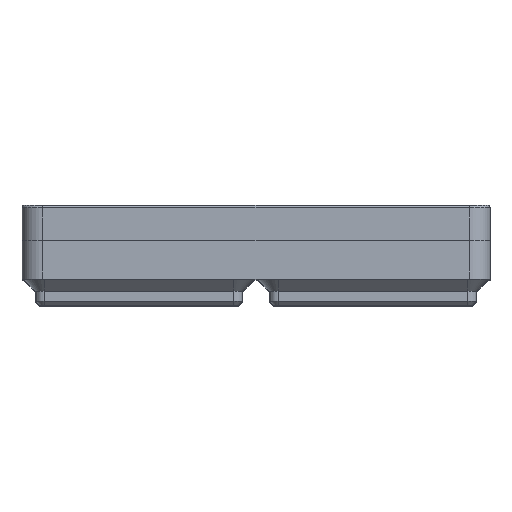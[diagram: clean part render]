
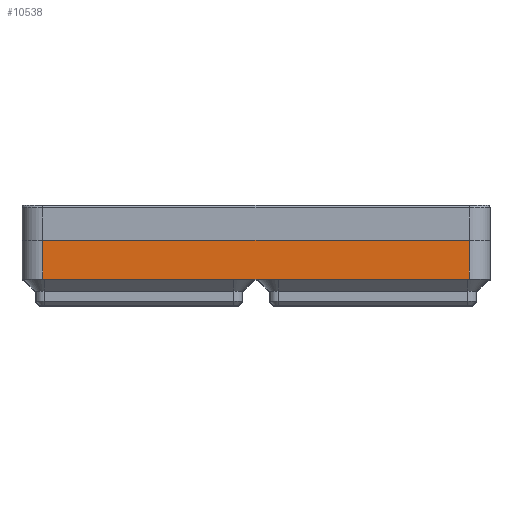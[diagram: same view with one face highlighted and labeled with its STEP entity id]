
A CAD part, top view. The second image highlights one B-rep face of the part: STEP entity #10538.
In plain terms, the highlighted planar face has unit normal (0, 0, 1).
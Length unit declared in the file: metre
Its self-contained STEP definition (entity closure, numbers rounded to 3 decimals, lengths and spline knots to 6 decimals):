
#132 = CARTESIAN_POINT('NONE', (0.08025, 0.00475, -0));
#133 = VERTEX_POINT('NONE', #132);
#134 = CARTESIAN_POINT('NONE', (0.08025, 0.01175, -0));
#135 = VERTEX_POINT('NONE', #134);
#140 = CARTESIAN_POINT('NONE', (0.00375, 0.00475, -0));
#141 = VERTEX_POINT('NONE', #140);
#142 = CARTESIAN_POINT('NONE', (0.00375, 0.01175, -0));
#143 = VERTEX_POINT('NONE', #142);
#1980 = DIRECTION('NONE', (0, 1, 0));
#1981 = VECTOR('NONE', #1980, 1);
#1982 = CARTESIAN_POINT('NONE', (0.08025, 0.00475, -0));
#1983 = LINE('NONE', #1982, #1981);
#1998 = DIRECTION('NONE', (0, 1, 0));
#1999 = VECTOR('NONE', #1998, 1);
#2000 = CARTESIAN_POINT('NONE', (0.00375, 0.00475, -0));
#2001 = LINE('NONE', #2000, #1999);
#2016 = DIRECTION('NONE', (1, 0, 0));
#2017 = VECTOR('NONE', #2016, 1);
#2018 = CARTESIAN_POINT('NONE', (0.00375, 0.00475, -0));
#2019 = LINE('NONE', #2018, #2017);
#2020 = DIRECTION('NONE', (-1, 0, 0));
#2021 = VECTOR('NONE', #2020, 1);
#2022 = CARTESIAN_POINT('NONE', (0.08025, 0.01175, -0));
#2023 = LINE('NONE', #2022, #2021);
#6652 = EDGE_CURVE('NONE', #133, #135, #1983, .T.);
#6656 = EDGE_CURVE('NONE', #141, #143, #2001, .T.);
#6660 = EDGE_CURVE('NONE', #141, #133, #2019, .T.);
#6661 = EDGE_CURVE('NONE', #135, #143, #2023, .T.);
#7926 = CARTESIAN_POINT('NONE', (0.042, 0.00825, -0));
#7927 = DIRECTION('NONE', (0, 0, 1));
#7928 = AXIS2_PLACEMENT_3D('NONE', #7926, #7927, $);
#7929 = PLANE('NONE', #7928);
#10532 = ORIENTED_EDGE('NONE', *, *, #6660, .T.);
#10533 = ORIENTED_EDGE('NONE', *, *, #6652, .T.);
#10534 = ORIENTED_EDGE('NONE', *, *, #6661, .T.);
#10535 = ORIENTED_EDGE('NONE', *, *, #6656, .F.);
#10536 = EDGE_LOOP('NONE', (#10532, #10533, #10534, #10535));
#10537 = FACE_BOUND('NONE', #10536, .T.);
#10538 = ADVANCED_FACE('NONE', (#10537), #7929, .T.);
